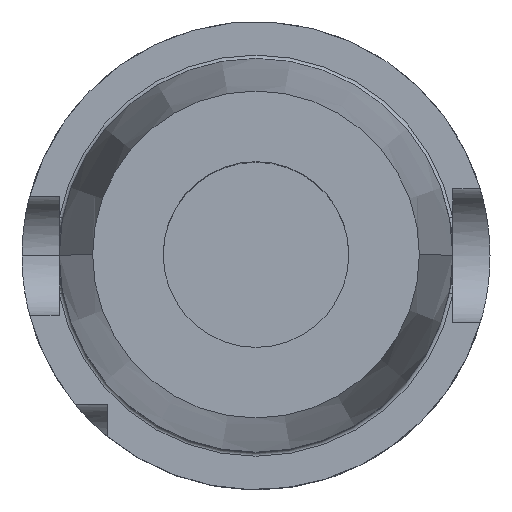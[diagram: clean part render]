
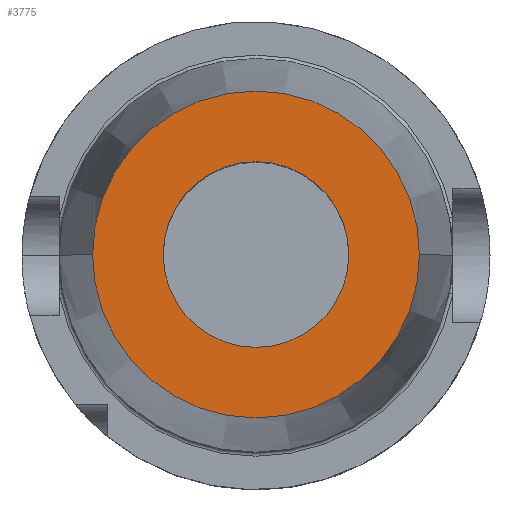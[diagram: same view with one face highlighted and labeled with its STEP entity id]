
A CAD part, top view. The second image highlights one B-rep face of the part: STEP entity #3775.
In plain terms, the highlighted planar face has unit normal (0, 0, 1).
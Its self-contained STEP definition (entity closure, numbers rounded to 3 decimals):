
#89 = ORIENTED_EDGE ( 'NONE', *, *, #2056, .T. ) ;
#127 = CARTESIAN_POINT ( 'NONE',  ( 12.5, 0., 115. ) ) ;
#142 = VERTEX_POINT ( 'NONE', #723 ) ;
#173 = VERTEX_POINT ( 'NONE', #127 ) ;
#220 = FACE_OUTER_BOUND ( 'NONE', #1099, .T. ) ;
#318 = ORIENTED_EDGE ( 'NONE', *, *, #1832, .F. ) ;
#356 = CIRCLE ( 'NONE', #3345, 12.5 ) ;
#589 = AXIS2_PLACEMENT_3D ( 'NONE', #2966, #2980, #2992 ) ;
#659 = CARTESIAN_POINT ( 'NONE',  ( 0., 22., 115. ) ) ;
#723 = CARTESIAN_POINT ( 'NONE',  ( 22., 0., 115. ) ) ;
#819 = VERTEX_POINT ( 'NONE', #3606 ) ;
#838 = CARTESIAN_POINT ( 'NONE',  ( 0., 0., 115. ) ) ;
#914 = AXIS2_PLACEMENT_3D ( 'NONE', #659, #1273, #3358 ) ;
#943 = CARTESIAN_POINT ( 'NONE',  ( -22., 0., 115. ) ) ;
#1077 = ORIENTED_EDGE ( 'NONE', *, *, #3039, .T. ) ;
#1099 = EDGE_LOOP ( 'NONE', ( #3652, #318 ) ) ;
#1159 = DIRECTION ( 'NONE',  ( -1., 0., 0. ) ) ;
#1186 = CIRCLE ( 'NONE', #589, 22. ) ;
#1273 = DIRECTION ( 'NONE',  ( 0., 0., 1. ) ) ;
#1581 = PLANE ( 'NONE',  #914 ) ;
#1612 = EDGE_CURVE ( 'NONE', #3257, #142, #1186, .T. ) ;
#1772 = CARTESIAN_POINT ( 'NONE',  ( 0., 0., 115. ) ) ;
#1832 = EDGE_CURVE ( 'NONE', #142, #3257, #3112, .T. ) ;
#2056 = EDGE_CURVE ( 'NONE', #819, #173, #3327, .T. ) ;
#2079 = DIRECTION ( 'NONE',  ( -1., 0., 0. ) ) ;
#2308 = AXIS2_PLACEMENT_3D ( 'NONE', #838, #2946, #1159 ) ;
#2946 = DIRECTION ( 'NONE',  ( 0., 0., -1. ) ) ;
#2966 = CARTESIAN_POINT ( 'NONE',  ( 0., 0., 115. ) ) ;
#2980 = DIRECTION ( 'NONE',  ( 0., 0., -1. ) ) ;
#2987 = EDGE_LOOP ( 'NONE', ( #89, #1077 ) ) ;
#2992 = DIRECTION ( 'NONE',  ( -1., 0., 0. ) ) ;
#3039 = EDGE_CURVE ( 'NONE', #173, #819, #356, .T. ) ;
#3112 = CIRCLE ( 'NONE', #3533, 22. ) ;
#3237 = FACE_BOUND ( 'NONE', #2987, .T. ) ;
#3257 = VERTEX_POINT ( 'NONE', #943 ) ;
#3265 = CARTESIAN_POINT ( 'NONE',  ( 0., 0., 115. ) ) ;
#3279 = DIRECTION ( 'NONE',  ( 0., 0., -1. ) ) ;
#3327 = CIRCLE ( 'NONE', #2308, 12.5 ) ;
#3345 = AXIS2_PLACEMENT_3D ( 'NONE', #1772, #3844, #2079 ) ;
#3358 = DIRECTION ( 'NONE',  ( 1., 0., 0. ) ) ;
#3521 = DIRECTION ( 'NONE',  ( -1., 0., 0. ) ) ;
#3533 = AXIS2_PLACEMENT_3D ( 'NONE', #3265, #3279, #3521 ) ;
#3606 = CARTESIAN_POINT ( 'NONE',  ( -12.5, 0., 115. ) ) ;
#3652 = ORIENTED_EDGE ( 'NONE', *, *, #1612, .F. ) ;
#3775 = ADVANCED_FACE ( 'NONE', ( #3237, #220 ), #1581, .T. ) ;
#3844 = DIRECTION ( 'NONE',  ( 0., 0., -1. ) ) ;
